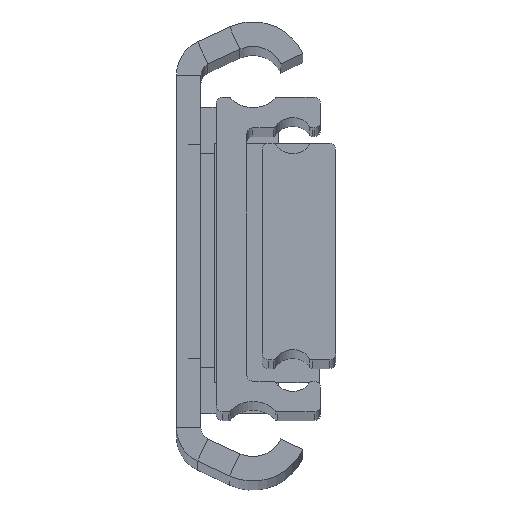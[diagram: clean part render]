
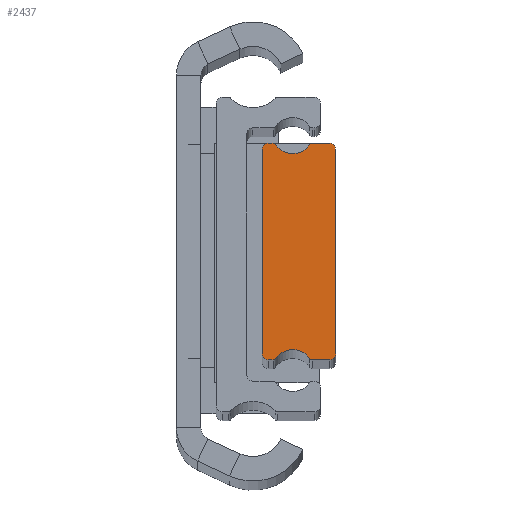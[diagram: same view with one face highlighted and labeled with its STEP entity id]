
A CAD part, top view. The second image highlights one B-rep face of the part: STEP entity #2437.
In plain terms, the highlighted planar face has unit normal (0, 0, 1).
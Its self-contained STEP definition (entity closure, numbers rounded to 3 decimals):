
#8 = EDGE_CURVE ( 'NONE', #4913, #5162, #1184, .T. ) ;
#29 = DIRECTION ( 'NONE',  ( 1., 0., 0. ) ) ;
#45 = DIRECTION ( 'NONE',  ( 0., 0., 1. ) ) ;
#54 = DIRECTION ( 'NONE',  ( -1., 0., 0. ) ) ;
#76 = DIRECTION ( 'NONE',  ( 0., 0., -1. ) ) ;
#98 = VERTEX_POINT ( 'NONE', #3570 ) ;
#101 = CARTESIAN_POINT ( 'NONE',  ( -10.203, -17.188, 0. ) ) ;
#125 = DIRECTION ( 'NONE',  ( 0., 0., -1. ) ) ;
#139 = CARTESIAN_POINT ( 'NONE',  ( -12., 16.688, 0. ) ) ;
#140 = DIRECTION ( 'NONE',  ( 1., 0., 0. ) ) ;
#152 = CARTESIAN_POINT ( 'NONE',  ( -11., 16.687, 0. ) ) ;
#207 = VERTEX_POINT ( 'NONE', #4663 ) ;
#230 = FACE_OUTER_BOUND ( 'NONE', #3921, .T. ) ;
#232 = CARTESIAN_POINT ( 'NONE',  ( -9.792, -17.473, 0. ) ) ;
#244 = VECTOR ( 'NONE', #54, 1000. ) ;
#360 = AXIS2_PLACEMENT_3D ( 'NONE', #4852, #4829, #29 ) ;
#379 = CARTESIAN_POINT ( 'NONE',  ( -7., 19.412, 0. ) ) ;
#398 = CARTESIAN_POINT ( 'NONE',  ( -12., 16.688, 0. ) ) ;
#429 = LINE ( 'NONE', #3680, #244 ) ;
#495 = VERTEX_POINT ( 'NONE', #2534 ) ;
#505 = ORIENTED_EDGE ( 'NONE', *, *, #1673, .T. ) ;
#546 = CIRCLE ( 'NONE', #3700, 3.4 ) ;
#624 = DIRECTION ( 'NONE',  ( 0., 0., 1. ) ) ;
#649 = CARTESIAN_POINT ( 'NONE',  ( -11., 16.687, 0. ) ) ;
#675 = CARTESIAN_POINT ( 'NONE',  ( -10.203, 17.688, 0. ) ) ;
#679 = DIRECTION ( 'NONE',  ( 0., 0., 1. ) ) ;
#731 = VERTEX_POINT ( 'NONE', #4333 ) ;
#868 = CIRCLE ( 'NONE', #1968, 0.5 ) ;
#938 = CIRCLE ( 'NONE', #4415, 3.4 ) ;
#963 = AXIS2_PLACEMENT_3D ( 'NONE', #649, #5086, #140 ) ;
#977 = CARTESIAN_POINT ( 'NONE',  ( -11., 17.688, 0. ) ) ;
#989 = EDGE_CURVE ( 'NONE', #207, #1890, #4690, .T. ) ;
#1010 = VERTEX_POINT ( 'NONE', #3380 ) ;
#1036 = ORIENTED_EDGE ( 'NONE', *, *, #2053, .T. ) ;
#1083 = VERTEX_POINT ( 'NONE', #3872 ) ;
#1184 = LINE ( 'NONE', #1990, #5175 ) ;
#1215 = CIRCLE ( 'NONE', #3833, 0.5 ) ;
#1316 = EDGE_CURVE ( 'NONE', #1083, #3218, #2820, .T. ) ;
#1330 = CARTESIAN_POINT ( 'NONE',  ( -3.797, -17.688, 0. ) ) ;
#1354 = CARTESIAN_POINT ( 'NONE',  ( -4.208, -17.473, 0. ) ) ;
#1363 = CARTESIAN_POINT ( 'NONE',  ( -11., -17.687, 0. ) ) ;
#1519 = ORIENTED_EDGE ( 'NONE', *, *, #2314, .T. ) ;
#1643 = EDGE_CURVE ( 'NONE', #3961, #98, #1215, .T. ) ;
#1673 = EDGE_CURVE ( 'NONE', #5162, #2724, #3339, .T. ) ;
#1686 = DIRECTION ( 'NONE',  ( 1., 0., 0. ) ) ;
#1689 = DIRECTION ( 'NONE',  ( 0., 0., 1. ) ) ;
#1720 = LINE ( 'NONE', #1363, #4544 ) ;
#1774 = DIRECTION ( 'NONE',  ( 1., 0., 0. ) ) ;
#1810 = DIRECTION ( 'NONE',  ( 1., 0., 0. ) ) ;
#1890 = VERTEX_POINT ( 'NONE', #232 ) ;
#1909 = AXIS2_PLACEMENT_3D ( 'NONE', #4103, #5250, #1686 ) ;
#1915 = ORIENTED_EDGE ( 'NONE', *, *, #3517, .T. ) ;
#1965 = ORIENTED_EDGE ( 'NONE', *, *, #1643, .T. ) ;
#1968 = AXIS2_PLACEMENT_3D ( 'NONE', #3236, #45, #2926 ) ;
#1987 = EDGE_CURVE ( 'NONE', #3823, #1010, #3687, .T. ) ;
#1990 = CARTESIAN_POINT ( 'NONE',  ( -10.203, 17.688, 0. ) ) ;
#2035 = ORIENTED_EDGE ( 'NONE', *, *, #5015, .T. ) ;
#2053 = EDGE_CURVE ( 'NONE', #1010, #1083, #4976, .T. ) ;
#2086 = VECTOR ( 'NONE', #4133, 1000. ) ;
#2193 = CARTESIAN_POINT ( 'NONE',  ( -9.792, 17.473, 0. ) ) ;
#2235 = DIRECTION ( 'NONE',  ( 1., 0., 0. ) ) ;
#2241 = LINE ( 'NONE', #3357, #3845 ) ;
#2256 = EDGE_CURVE ( 'NONE', #495, #207, #1720, .T. ) ;
#2314 = EDGE_CURVE ( 'NONE', #2691, #495, #4621, .T. ) ;
#2346 = CARTESIAN_POINT ( 'NONE',  ( -1., -16.688, 0. ) ) ;
#2370 = ORIENTED_EDGE ( 'NONE', *, *, #3255, .T. ) ;
#2437 = ADVANCED_FACE ( 'NONE', ( #230 ), #3058, .T. ) ;
#2534 = CARTESIAN_POINT ( 'NONE',  ( -11., -17.687, 0. ) ) ;
#2543 = VERTEX_POINT ( 'NONE', #2638 ) ;
#2561 = DIRECTION ( 'NONE',  ( 1., 0., 0. ) ) ;
#2575 = DIRECTION ( 'NONE',  ( 1., 0., 0. ) ) ;
#2638 = CARTESIAN_POINT ( 'NONE',  ( -1., 17.688, 0. ) ) ;
#2691 = VERTEX_POINT ( 'NONE', #4395 ) ;
#2724 = VERTEX_POINT ( 'NONE', #139 ) ;
#2762 = ORIENTED_EDGE ( 'NONE', *, *, #2256, .T. ) ;
#2808 = ORIENTED_EDGE ( 'NONE', *, *, #8, .T. ) ;
#2820 = CIRCLE ( 'NONE', #4524, 1. ) ;
#2833 = VECTOR ( 'NONE', #2561, 1000. ) ;
#2912 = CARTESIAN_POINT ( 'NONE',  ( 0., -16.688, 0. ) ) ;
#2926 = DIRECTION ( 'NONE',  ( 1., 0., 0. ) ) ;
#3043 = CARTESIAN_POINT ( 'NONE',  ( -3.797, 17.188, 0. ) ) ;
#3058 = PLANE ( 'NONE',  #3262 ) ;
#3218 = VERTEX_POINT ( 'NONE', #2912 ) ;
#3236 = CARTESIAN_POINT ( 'NONE',  ( -10.203, 17.188, 0. ) ) ;
#3255 = EDGE_CURVE ( 'NONE', #98, #3821, #546, .T. ) ;
#3262 = AXIS2_PLACEMENT_3D ( 'NONE', #152, #4684, #4742 ) ;
#3339 = CIRCLE ( 'NONE', #963, 1. ) ;
#3357 = CARTESIAN_POINT ( 'NONE',  ( 0., -16.688, 0. ) ) ;
#3380 = CARTESIAN_POINT ( 'NONE',  ( -3.797, -17.688, 0. ) ) ;
#3514 = CIRCLE ( 'NONE', #1909, 1. ) ;
#3517 = EDGE_CURVE ( 'NONE', #731, #2543, #3514, .T. ) ;
#3555 = ORIENTED_EDGE ( 'NONE', *, *, #3831, .T. ) ;
#3570 = CARTESIAN_POINT ( 'NONE',  ( -4.208, 17.473, 0. ) ) ;
#3626 = DIRECTION ( 'NONE',  ( 1., 0., 0. ) ) ;
#3632 = DIRECTION ( 'NONE',  ( -1., 0., 0. ) ) ;
#3680 = CARTESIAN_POINT ( 'NONE',  ( -1., 17.688, 0. ) ) ;
#3687 = CIRCLE ( 'NONE', #360, 0.5 ) ;
#3700 = AXIS2_PLACEMENT_3D ( 'NONE', #379, #76, #3626 ) ;
#3719 = EDGE_CURVE ( 'NONE', #2724, #2691, #4048, .T. ) ;
#3749 = DIRECTION ( 'NONE',  ( 0., 1., 0. ) ) ;
#3750 = DIRECTION ( 'NONE',  ( 1., 0., 0. ) ) ;
#3786 = EDGE_CURVE ( 'NONE', #3218, #731, #2241, .T. ) ;
#3811 = ORIENTED_EDGE ( 'NONE', *, *, #1316, .T. ) ;
#3821 = VERTEX_POINT ( 'NONE', #2193 ) ;
#3823 = VERTEX_POINT ( 'NONE', #1354 ) ;
#3831 = EDGE_CURVE ( 'NONE', #1890, #3823, #938, .T. ) ;
#3833 = AXIS2_PLACEMENT_3D ( 'NONE', #3043, #624, #2235 ) ;
#3845 = VECTOR ( 'NONE', #3749, 1000. ) ;
#3872 = CARTESIAN_POINT ( 'NONE',  ( -1., -17.688, 0. ) ) ;
#3921 = EDGE_LOOP ( 'NONE', ( #505, #4777, #1519, #2762, #4738, #3555, #4623, #1036, #3811, #4293, #1915, #4406, #1965, #2370, #2035, #2808 ) ) ;
#3928 = DIRECTION ( 'NONE',  ( 1., 0., 0. ) ) ;
#3961 = VERTEX_POINT ( 'NONE', #4040 ) ;
#4040 = CARTESIAN_POINT ( 'NONE',  ( -3.797, 17.688, 0. ) ) ;
#4048 = LINE ( 'NONE', #398, #2086 ) ;
#4103 = CARTESIAN_POINT ( 'NONE',  ( -1., 16.688, 0. ) ) ;
#4133 = DIRECTION ( 'NONE',  ( 0., -1., 0. ) ) ;
#4205 = EDGE_CURVE ( 'NONE', #2543, #3961, #429, .T. ) ;
#4268 = AXIS2_PLACEMENT_3D ( 'NONE', #4938, #4568, #1774 ) ;
#4293 = ORIENTED_EDGE ( 'NONE', *, *, #3786, .T. ) ;
#4333 = CARTESIAN_POINT ( 'NONE',  ( 0., 16.688, 0. ) ) ;
#4395 = CARTESIAN_POINT ( 'NONE',  ( -12., -16.687, 0. ) ) ;
#4406 = ORIENTED_EDGE ( 'NONE', *, *, #4205, .T. ) ;
#4415 = AXIS2_PLACEMENT_3D ( 'NONE', #4579, #125, #1810 ) ;
#4524 = AXIS2_PLACEMENT_3D ( 'NONE', #2346, #679, #3928 ) ;
#4544 = VECTOR ( 'NONE', #2575, 1000. ) ;
#4568 = DIRECTION ( 'NONE',  ( 0., 0., 1. ) ) ;
#4579 = CARTESIAN_POINT ( 'NONE',  ( -7., -19.412, 0. ) ) ;
#4621 = CIRCLE ( 'NONE', #4268, 1. ) ;
#4623 = ORIENTED_EDGE ( 'NONE', *, *, #1987, .T. ) ;
#4663 = CARTESIAN_POINT ( 'NONE',  ( -10.203, -17.688, 0. ) ) ;
#4684 = DIRECTION ( 'NONE',  ( 0., 0., 1. ) ) ;
#4690 = CIRCLE ( 'NONE', #4871, 0.5 ) ;
#4738 = ORIENTED_EDGE ( 'NONE', *, *, #989, .T. ) ;
#4742 = DIRECTION ( 'NONE',  ( 1., 0., 0. ) ) ;
#4777 = ORIENTED_EDGE ( 'NONE', *, *, #3719, .T. ) ;
#4829 = DIRECTION ( 'NONE',  ( 0., 0., 1. ) ) ;
#4852 = CARTESIAN_POINT ( 'NONE',  ( -3.797, -17.188, 0. ) ) ;
#4871 = AXIS2_PLACEMENT_3D ( 'NONE', #101, #1689, #3750 ) ;
#4913 = VERTEX_POINT ( 'NONE', #675 ) ;
#4938 = CARTESIAN_POINT ( 'NONE',  ( -11., -16.687, 0. ) ) ;
#4976 = LINE ( 'NONE', #1330, #2833 ) ;
#5015 = EDGE_CURVE ( 'NONE', #3821, #4913, #868, .T. ) ;
#5086 = DIRECTION ( 'NONE',  ( 0., 0., 1. ) ) ;
#5162 = VERTEX_POINT ( 'NONE', #977 ) ;
#5175 = VECTOR ( 'NONE', #3632, 1000. ) ;
#5250 = DIRECTION ( 'NONE',  ( 0., 0., 1. ) ) ;
